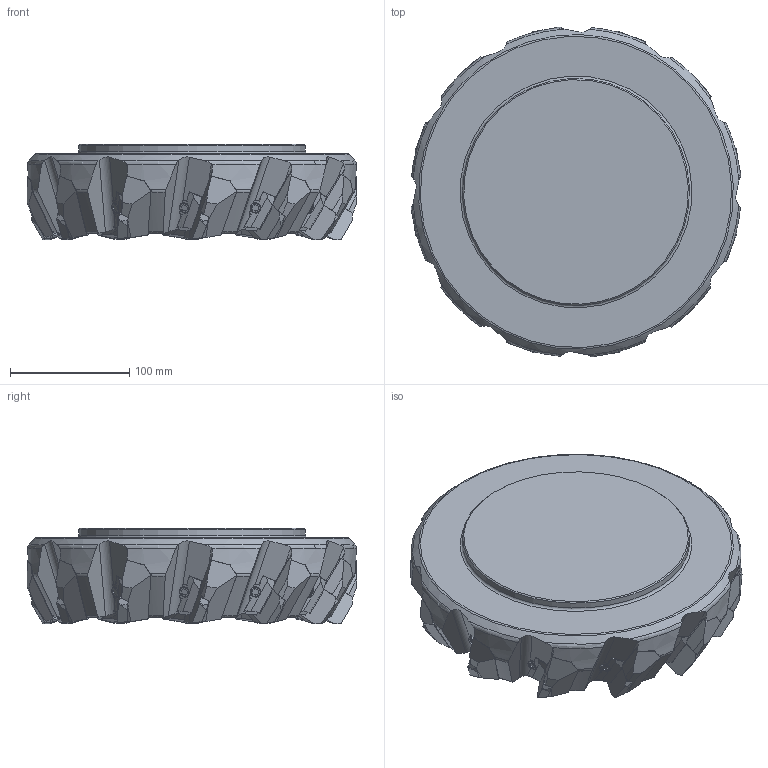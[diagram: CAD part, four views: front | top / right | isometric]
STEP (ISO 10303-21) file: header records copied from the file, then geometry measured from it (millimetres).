
FILE_DESCRIPTION(/* description */ (''),/* implementation_level */ '2;1');
FILE_NAME(/* name */ '1578456109301.stp',/* time_stamp */ '2020-01-08T09:32:07+05:00',/* author */ (''),/* organization */ ('SMS'),/* preprocessor_version */ 'ST-DEVELOPER v16.7',/* originating_system */ 'SIEMENS PLM Software NX 12.0',/* authorisation */ '');
FILE_SCHEMA (('AUTOMOTIVE_DESIGN { 1 0 10303 214 3 1 1 1 }'));
Length unit declared in the file: millimetre
Products named in the file (4): ASSEMBLY_CONSTRUCTION; 202246443mod000_01; 202774874mod000_00; 202774879mod000_00
Assembly tree (14 placements, depth 2):
  202774879mod000_00
    202774874mod000_00
    202246443mod000_01  x12
    ASSEMBLY_CONSTRUCTION
Bounding box: 276.11 x 276.11 x 79.99 mm (x, y, z)
Volume: 3039109.7 mm3; surface area: 219715.8 mm2
Topology: 13 solids, 13 shells, 1346 faces, 3840 edges, 2600 vertices
Faces by surface type: plane 892, cylinder 218, bspline 96, torus 53, extrusion 48, cone 39
Full cylindrical faces by diameter (mm): 150 x1, 190 x1
Entity records: 33821 total; most frequent: CARTESIAN_POINT 8751, ORIENTED_EDGE 5538, DIRECTION 4667, EDGE_CURVE 2769, VERTEX_POINT 1850, VECTOR 1695, LINE 1691, AXIS2_PLACEMENT_3D 1486
